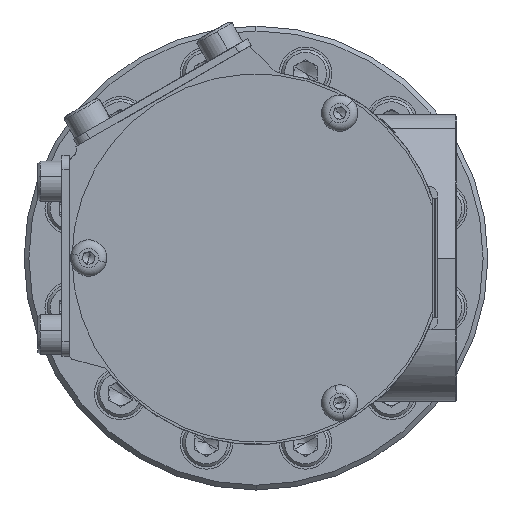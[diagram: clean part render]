
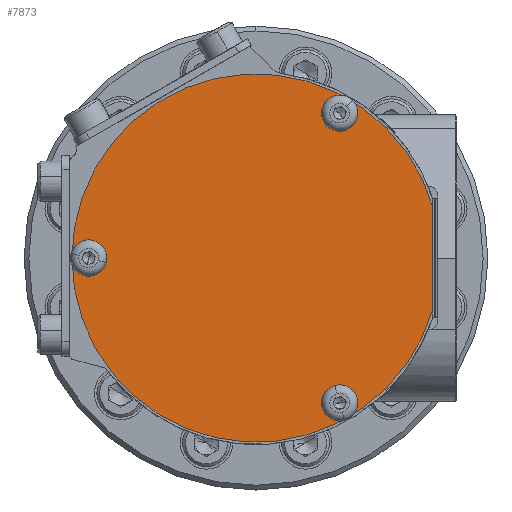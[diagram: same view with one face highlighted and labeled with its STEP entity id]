
A CAD part, left-side view. The second image highlights one B-rep face of the part: STEP entity #7873.
In plain terms, the highlighted face is planar.
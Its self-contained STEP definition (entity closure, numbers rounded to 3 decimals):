
#721 = CARTESIAN_POINT ( 'NONE',  ( -30.309, 1.6, 17.501 ) ) ;
#735 = CIRCLE ( 'NONE', #4626, 2.25 ) ;
#934 = EDGE_CURVE ( 'NONE', #11594, #24552, #11175, .T. ) ;
#1725 = ORIENTED_EDGE ( 'NONE', *, *, #19951, .F. ) ;
#2642 = DIRECTION ( 'NONE',  ( 0., 0., 1. ) ) ;
#3554 = CARTESIAN_POINT ( 'NONE',  ( 0., 1.6, 0. ) ) ;
#3656 = EDGE_CURVE ( 'NONE', #23708, #11594, #18021, .T. ) ;
#3949 = CARTESIAN_POINT ( 'NONE',  ( 0., 1.6, 0. ) ) ;
#4626 = AXIS2_PLACEMENT_3D ( 'NONE', #721, #14153, #2642 ) ;
#5005 = EDGE_CURVE ( 'NONE', #12481, #24449, #13775, .T. ) ;
#5054 = CIRCLE ( 'NONE', #12138, 38.5 ) ;
#5470 = DIRECTION ( 'NONE',  ( 0., 0., 1. ) ) ;
#5738 = AXIS2_PLACEMENT_3D ( 'NONE', #3949, #17362, #5861 ) ;
#5861 = DIRECTION ( 'NONE',  ( 0., 0., 1. ) ) ;
#6063 = CARTESIAN_POINT ( 'NONE',  ( -30.309, 1.6, 17.501 ) ) ;
#6454 = EDGE_CURVE ( 'NONE', #22178, #19795, #22386, .T. ) ;
#6503 = FACE_BOUND ( 'NONE', #20593, .T. ) ;
#7443 = DIRECTION ( 'NONE',  ( 0., 1., 0. ) ) ;
#7873 = ADVANCED_FACE ( 'NONE', ( #21829, #16714, #11613, #6503 ), #7908, .T. ) ;
#7908 = PLANE ( 'NONE',  #13556 ) ;
#7991 = DIRECTION ( 'NONE',  ( 0., 0., 1. ) ) ;
#8501 = AXIS2_PLACEMENT_3D ( 'NONE', #20271, #8745, #22170 ) ;
#8745 = DIRECTION ( 'NONE',  ( 0., 1., 0. ) ) ;
#9004 = DIRECTION ( 'NONE',  ( 0., 1., 0. ) ) ;
#10017 = CIRCLE ( 'NONE', #12717, 2.25 ) ;
#10696 = DIRECTION ( 'NONE',  ( 0., 1., 0. ) ) ;
#11048 = CARTESIAN_POINT ( 'NONE',  ( 0., 1.6, -37.25 ) ) ;
#11175 = LINE ( 'NONE', #22024, #20807 ) ;
#11476 = EDGE_CURVE ( 'NONE', #24449, #12481, #10017, .T. ) ;
#11594 = VERTEX_POINT ( 'NONE', #21242 ) ;
#11613 = FACE_BOUND ( 'NONE', #12117, .T. ) ;
#11868 = DIRECTION ( 'NONE',  ( 0., 0., 1. ) ) ;
#11934 = CARTESIAN_POINT ( 'NONE',  ( 30.312, 1.6, 15.249 ) ) ;
#12117 = EDGE_LOOP ( 'NONE', ( #16127, #1725 ) ) ;
#12138 = AXIS2_PLACEMENT_3D ( 'NONE', #3554, #16976, #5470 ) ;
#12431 = ORIENTED_EDGE ( 'NONE', *, *, #3656, .T. ) ;
#12481 = VERTEX_POINT ( 'NONE', #11934 ) ;
#12522 = ORIENTED_EDGE ( 'NONE', *, *, #934, .T. ) ;
#12711 = ORIENTED_EDGE ( 'NONE', *, *, #5005, .F. ) ;
#12717 = AXIS2_PLACEMENT_3D ( 'NONE', #18985, #7443, #20904 ) ;
#13125 = AXIS2_PLACEMENT_3D ( 'NONE', #20515, #9004, #22417 ) ;
#13556 = AXIS2_PLACEMENT_3D ( 'NONE', #19503, #23327, #11868 ) ;
#13775 = CIRCLE ( 'NONE', #8501, 2.25 ) ;
#14076 = VERTEX_POINT ( 'NONE', #21265 ) ;
#14090 = AXIS2_PLACEMENT_3D ( 'NONE', #22190, #10696, #24116 ) ;
#14153 = DIRECTION ( 'NONE',  ( 0., 1., 0. ) ) ;
#15262 = EDGE_CURVE ( 'NONE', #23665, #14076, #23648, .T. ) ;
#16068 = CARTESIAN_POINT ( 'NONE',  ( -30.309, 1.6, 15.251 ) ) ;
#16127 = ORIENTED_EDGE ( 'NONE', *, *, #15262, .F. ) ;
#16144 = CARTESIAN_POINT ( 'NONE',  ( 10.642, 1.6, 37. ) ) ;
#16474 = EDGE_LOOP ( 'NONE', ( #20240, #12431, #12522 ) ) ;
#16714 = FACE_OUTER_BOUND ( 'NONE', #16474, .T. ) ;
#16858 = CARTESIAN_POINT ( 'NONE',  ( 0., 1.6, -38.5 ) ) ;
#16976 = DIRECTION ( 'NONE',  ( 0., 1., 0. ) ) ;
#17277 = ORIENTED_EDGE ( 'NONE', *, *, #11476, .F. ) ;
#17362 = DIRECTION ( 'NONE',  ( 0., 1., 0. ) ) ;
#17596 = CIRCLE ( 'NONE', #13125, 2.25 ) ;
#18021 = CIRCLE ( 'NONE', #5738, 38.5 ) ;
#18181 = DIRECTION ( 'NONE',  ( 1., 0., 0. ) ) ;
#18306 = ORIENTED_EDGE ( 'NONE', *, *, #21448, .F. ) ;
#18426 = EDGE_CURVE ( 'NONE', #24552, #23708, #5054, .T. ) ;
#18985 = CARTESIAN_POINT ( 'NONE',  ( 30.312, 1.6, 17.499 ) ) ;
#19216 = ORIENTED_EDGE ( 'NONE', *, *, #6454, .F. ) ;
#19503 = CARTESIAN_POINT ( 'NONE',  ( 0., 1.6, 0. ) ) ;
#19511 = DIRECTION ( 'NONE',  ( 0., 1., 0. ) ) ;
#19607 = CARTESIAN_POINT ( 'NONE',  ( 30.312, 1.6, 19.749 ) ) ;
#19795 = VERTEX_POINT ( 'NONE', #16068 ) ;
#19951 = EDGE_CURVE ( 'NONE', #14076, #23665, #17596, .T. ) ;
#20240 = ORIENTED_EDGE ( 'NONE', *, *, #18426, .T. ) ;
#20271 = CARTESIAN_POINT ( 'NONE',  ( 30.312, 1.6, 17.499 ) ) ;
#20515 = CARTESIAN_POINT ( 'NONE',  ( 0., 1.6, -35. ) ) ;
#20593 = EDGE_LOOP ( 'NONE', ( #18306, #19216 ) ) ;
#20807 = VECTOR ( 'NONE', #18181, 1000. ) ;
#20904 = DIRECTION ( 'NONE',  ( 0., 0., 1. ) ) ;
#21242 = CARTESIAN_POINT ( 'NONE',  ( -10.642, 1.6, 37. ) ) ;
#21265 = CARTESIAN_POINT ( 'NONE',  ( 0., 1.6, -32.75 ) ) ;
#21448 = EDGE_CURVE ( 'NONE', #19795, #22178, #735, .T. ) ;
#21829 = FACE_BOUND ( 'NONE', #22893, .T. ) ;
#22024 = CARTESIAN_POINT ( 'NONE',  ( -10.642, 1.6, 37. ) ) ;
#22170 = DIRECTION ( 'NONE',  ( 0., 0., 1. ) ) ;
#22178 = VERTEX_POINT ( 'NONE', #24071 ) ;
#22190 = CARTESIAN_POINT ( 'NONE',  ( 0., 1.6, -35. ) ) ;
#22386 = CIRCLE ( 'NONE', #22812, 2.25 ) ;
#22417 = DIRECTION ( 'NONE',  ( 0., 0., 1. ) ) ;
#22812 = AXIS2_PLACEMENT_3D ( 'NONE', #6063, #19511, #7991 ) ;
#22893 = EDGE_LOOP ( 'NONE', ( #12711, #17277 ) ) ;
#23327 = DIRECTION ( 'NONE',  ( 0., 1., 0. ) ) ;
#23648 = CIRCLE ( 'NONE', #14090, 2.25 ) ;
#23665 = VERTEX_POINT ( 'NONE', #11048 ) ;
#23708 = VERTEX_POINT ( 'NONE', #16858 ) ;
#24071 = CARTESIAN_POINT ( 'NONE',  ( -30.309, 1.6, 19.751 ) ) ;
#24116 = DIRECTION ( 'NONE',  ( 0., 0., 1. ) ) ;
#24449 = VERTEX_POINT ( 'NONE', #19607 ) ;
#24552 = VERTEX_POINT ( 'NONE', #16144 ) ;
